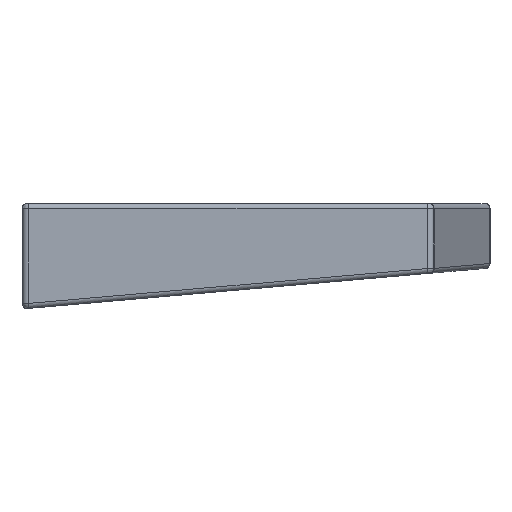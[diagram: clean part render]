
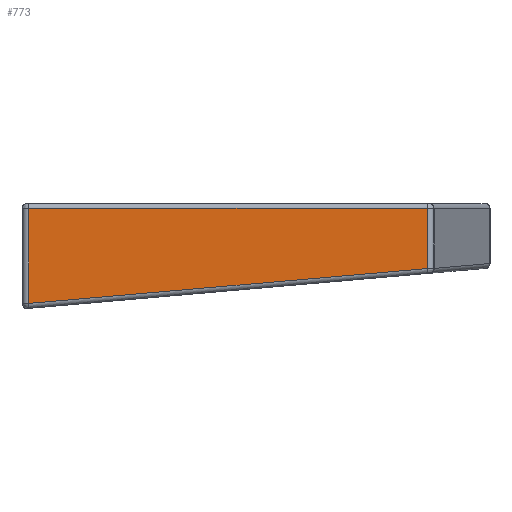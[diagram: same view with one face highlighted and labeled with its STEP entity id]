
A CAD part, left-side view. The second image highlights one B-rep face of the part: STEP entity #773.
In plain terms, the highlighted planar face has unit normal (-1, 0, 0).
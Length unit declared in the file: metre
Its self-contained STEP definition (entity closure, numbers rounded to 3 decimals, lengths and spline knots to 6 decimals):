
#773 = ADVANCED_FACE( '', ( #1771 ), #1772, .F. );
#1771 = FACE_OUTER_BOUND( '', #4419, .T. );
#1772 = PLANE( '', #4420 );
#4419 = EDGE_LOOP( '', ( #7767, #7768, #7769, #7770 ) );
#4420 = AXIS2_PLACEMENT_3D( '', #7771, #7772, #7773 );
#7767 = ORIENTED_EDGE( '', *, *, #10545, .F. );
#7768 = ORIENTED_EDGE( '', *, *, #10546, .T. );
#7769 = ORIENTED_EDGE( '', *, *, #10547, .T. );
#7770 = ORIENTED_EDGE( '', *, *, #10548, .T. );
#7771 = CARTESIAN_POINT( '', ( -0.160956, -0.147104, -0.032 ) );
#7772 = DIRECTION( '', ( 1., 0., 0. ) );
#7773 = DIRECTION( '', ( 0., 1., 0. ) );
#10545 = EDGE_CURVE( '', #12310, #12038, #12311, .T. );
#10546 = EDGE_CURVE( '', #12310, #11456, #12312, .T. );
#10547 = EDGE_CURVE( '', #11456, #11781, #12313, .T. );
#10548 = EDGE_CURVE( '', #11781, #12038, #12314, .T. );
#11456 = VERTEX_POINT( '', #13416 );
#11781 = VERTEX_POINT( '', #13830 );
#12038 = VERTEX_POINT( '', #14157 );
#12310 = VERTEX_POINT( '', #14495 );
#12311 = LINE( '', #14496, #14497 );
#12312 = LINE( '', #14498, #14499 );
#12313 = LINE( '', #14500, #14501 );
#12314 = LINE( '', #14502, #14503 );
#13416 = CARTESIAN_POINT( '', ( -0.160956, -0.207604, -0.019733 ) );
#13830 = CARTESIAN_POINT( '', ( -0.160956, -0.207604, -0.0015 ) );
#14157 = CARTESIAN_POINT( '', ( -0.160956, -0.086604, -0.0015 ) );
#14495 = CARTESIAN_POINT( '', ( -0.160956, -0.086604, -0.030319 ) );
#14496 = CARTESIAN_POINT( '', ( -0.160956, -0.086604, -0.032 ) );
#14497 = VECTOR( '', #16519, 1. );
#14498 = CARTESIAN_POINT( '', ( -0.160956, -0.146498, -0.025079 ) );
#14499 = VECTOR( '', #16520, 1. );
#14500 = CARTESIAN_POINT( '', ( -0.160956, -0.207604, -0.032 ) );
#14501 = VECTOR( '', #16521, 1. );
#14502 = CARTESIAN_POINT( '', ( -0.160956, -0.086604, -0.0015 ) );
#14503 = VECTOR( '', #16522, 1. );
#16519 = DIRECTION( '', ( 0., 0., 1. ) );
#16520 = DIRECTION( '', ( 0., -0.996, 0.087 ) );
#16521 = DIRECTION( '', ( 0., 0., 1. ) );
#16522 = DIRECTION( '', ( 0., 1., 0. ) );
